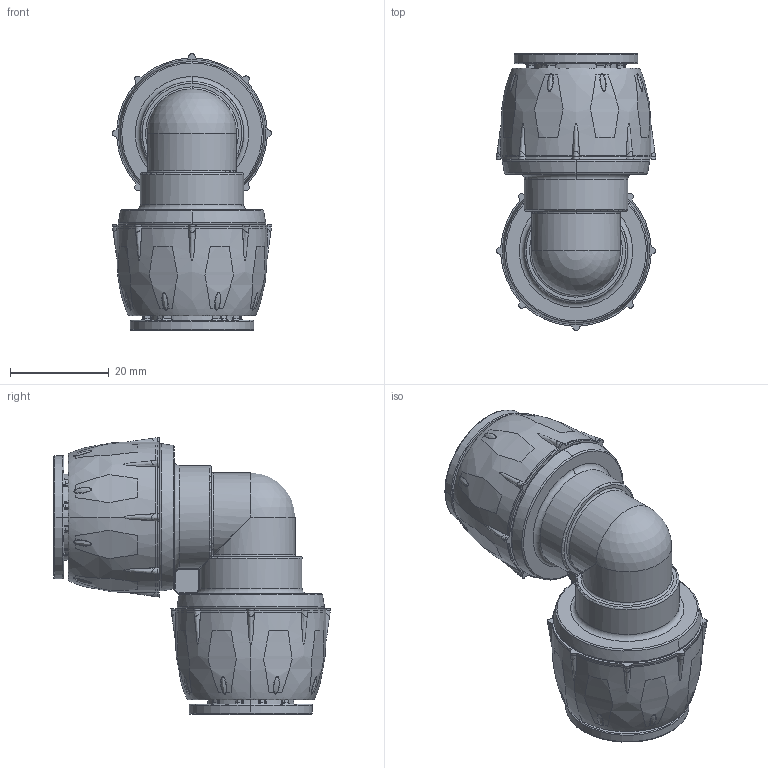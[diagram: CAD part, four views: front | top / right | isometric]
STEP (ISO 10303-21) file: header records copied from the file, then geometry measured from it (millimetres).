
FILE_DESCRIPTION (( 'STEP AP214' ), '1' );
FILE_NAME ('R213.015.015.STEP', '2019-10-24T13:29:49', ( '' ), ( '' ), 'SwSTEP 2.0', 'SolidWorks 2018', '' );
FILE_SCHEMA (( 'AUTOMOTIVE_DESIGN' ));
Length unit declared in the file: millimetre
Products named in the file (7): OR_14.5x3; R209.015.002; R209.015.001; R213.015.015-L; R209.015.003; R216.015.000; R213.015.015
Assembly tree (11 placements, depth 2):
  R213.015.015
    R213.015.015-L
    R209.015.001  x2
    R209.015.002  x2
    R209.015.003  x2
    OR_14.5x3  x2
    R216.015.000  x2
Bounding box: 32.38 x 56.19 x 56.19 mm (x, y, z)
Volume: 23364.2 mm3; surface area: 26334.6 mm2
Topology: 11 solids, 11 shells, 1899 faces, 5130 edges, 3297 vertices
Faces by surface type: bspline 752, plane 529, cylinder 300, torus 180, cone 118, sphere 20
Entity records: 55537 total; most frequent: CARTESIAN_POINT 33842, ORIENTED_EDGE 5310, DIRECTION 3159, EDGE_CURVE 2655, VERTEX_POINT 1717, B_SPLINE_CURVE_WITH_KNOTS 1280, AXIS2_PLACEMENT_3D 1183, EDGE_LOOP 1068
